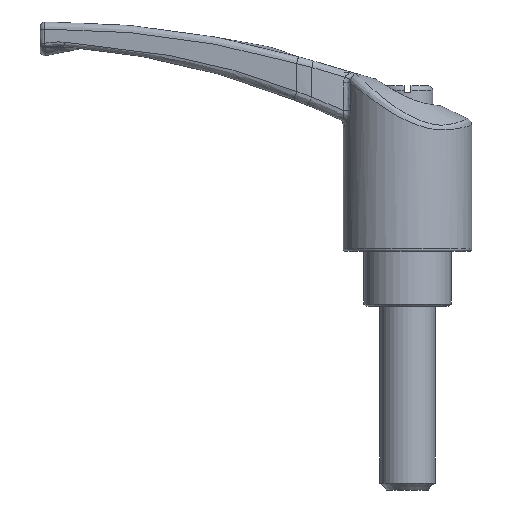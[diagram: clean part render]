
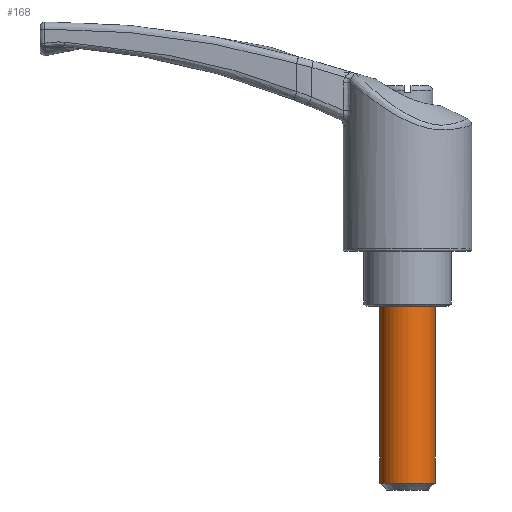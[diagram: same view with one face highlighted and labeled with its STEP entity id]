
A CAD part, left-side view. The second image highlights one B-rep face of the part: STEP entity #168.
In plain terms, the highlighted cylindrical face has radius 6 mm (diameter 12 mm), a full revolution.
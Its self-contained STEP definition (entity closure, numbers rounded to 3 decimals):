
#168 = ADVANCED_FACE( '', ( #368, #369 ), #370, .T. );
#368 = FACE_OUTER_BOUND( '', #4075, .T. );
#369 = FACE_OUTER_BOUND( '', #4076, .T. );
#370 = CYLINDRICAL_SURFACE( '', #4077, 6. );
#4075 = EDGE_LOOP( '', ( #6636 ) );
#4076 = EDGE_LOOP( '', ( #6637 ) );
#4077 = AXIS2_PLACEMENT_3D( '', #6638, #6639, #6640 );
#6636 = ORIENTED_EDGE( '', *, *, #6954, .T. );
#6637 = ORIENTED_EDGE( '', *, *, #6932, .T. );
#6638 = CARTESIAN_POINT( '', ( 0., 0., -52. ) );
#6639 = DIRECTION( '', ( 0., 0., -1. ) );
#6640 = DIRECTION( '', ( 1., 0., 0. ) );
#6932 = EDGE_CURVE( '', #7204, #7204, #7205, .T. );
#6954 = EDGE_CURVE( '', #7235, #7235, #7236, .F. );
#7204 = VERTEX_POINT( '', #9700 );
#7205 = CIRCLE( '', #9701, 6. );
#7235 = VERTEX_POINT( '', #9796 );
#7236 = CIRCLE( '', #9797, 6. );
#9700 = CARTESIAN_POINT( '', ( 6., 0., -12. ) );
#9701 = AXIS2_PLACEMENT_3D( '', #10237, #10238, #10239 );
#9796 = CARTESIAN_POINT( '', ( -6., 0., -50.5 ) );
#9797 = AXIS2_PLACEMENT_3D( '', #10255, #10256, #10257 );
#10237 = CARTESIAN_POINT( '', ( 0., 0., -12. ) );
#10238 = DIRECTION( '', ( 0., 0., -1. ) );
#10239 = DIRECTION( '', ( 1., 0., 0. ) );
#10255 = CARTESIAN_POINT( '', ( 0., 0., -50.5 ) );
#10256 = DIRECTION( '', ( 0., 0., -1. ) );
#10257 = DIRECTION( '', ( -1., 0., 0. ) );
